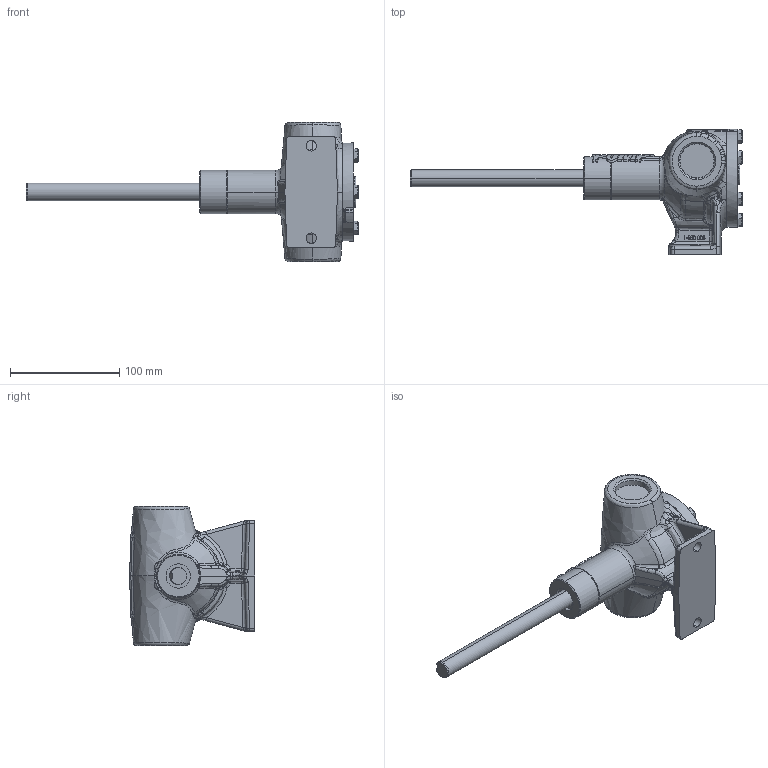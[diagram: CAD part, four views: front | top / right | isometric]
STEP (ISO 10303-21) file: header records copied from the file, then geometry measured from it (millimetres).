
FILE_DESCRIPTION (( 'STEP AP214' ), '1' );
FILE_NAME ('G32.STEP', '2016-12-13T17:24:05', ( '' ), ( '' ), 'SwSTEP 2.0', 'SolidWorks 2016', '' );
FILE_SCHEMA (( 'AUTOMOTIVE_DESIGN' ));
Length unit declared in the file: inch
Products named in the file (2): G32
Bounding box: 303.25 x 114.71 x 127 mm (x, y, z)
Volume: 658676 mm3; surface area: 72689.2 mm2
Topology: 1 solids, 1 shells, 695 faces, 1733 edges, 1060 vertices
Faces by surface type: bspline 278, plane 231, cylinder 88, cone 70, sphere 14, torus 14
Entity records: 38164 total; most frequent: CARTESIAN_POINT 21395, ORIENTED_EDGE 3442, DIRECTION 2168, EDGE_CURVE 1721, VERTEX_POINT 1059, AXIS2_PLACEMENT_3D 817, EDGE_LOOP 730, ADVANCED_FACE 695
